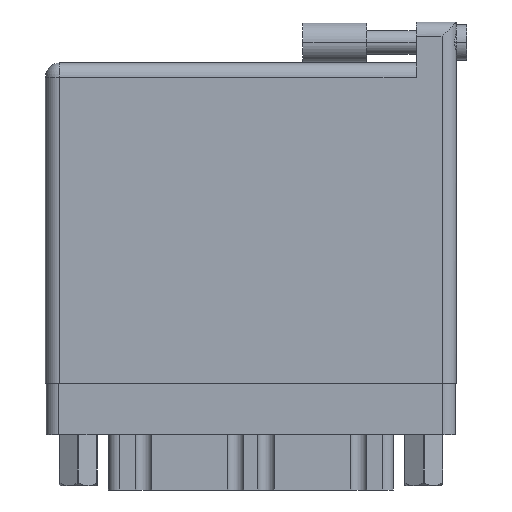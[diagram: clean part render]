
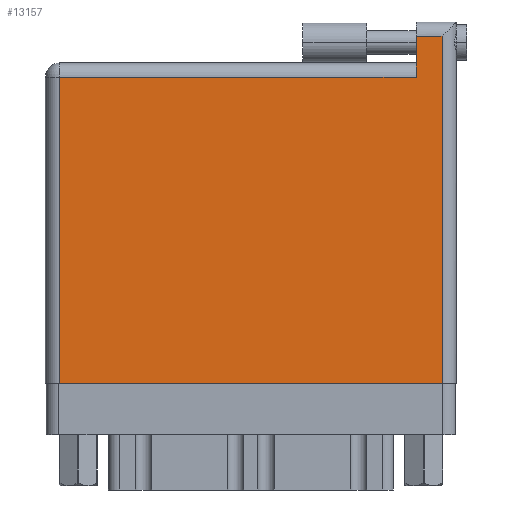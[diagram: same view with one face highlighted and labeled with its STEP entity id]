
A CAD part, front view. The second image highlights one B-rep face of the part: STEP entity #13157.
In plain terms, the highlighted face is planar.
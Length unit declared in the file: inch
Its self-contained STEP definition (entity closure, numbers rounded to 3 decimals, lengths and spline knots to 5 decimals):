
#109 = ORIENTED_EDGE ( 'NONE', *, *, #25820, .T. ) ;
#1179 = VERTEX_POINT ( 'NONE', #16626 ) ;
#1744 = PLANE ( 'NONE',  #13766 ) ;
#1958 = LINE ( 'NONE', #18101, #33294 ) ;
#3200 = EDGE_CURVE ( 'NONE', #38704, #26467, #30191, .T. ) ;
#4331 = ORIENTED_EDGE ( 'NONE', *, *, #3200, .T. ) ;
#6652 = DIRECTION ( 'NONE',  ( 0., 1., 0. ) ) ;
#6776 = EDGE_CURVE ( 'NONE', #22375, #36102, #16686, .T. ) ;
#6993 = CARTESIAN_POINT ( 'NONE',  ( 1.938, 0., 0. ) ) ;
#7531 = CARTESIAN_POINT ( 'NONE',  ( 0., 0., 0. ) ) ;
#8864 = LINE ( 'NONE', #30835, #33014 ) ;
#9133 = DIRECTION ( 'NONE',  ( -1., 0., 0. ) ) ;
#12026 = CARTESIAN_POINT ( 'NONE',  ( 1.811, 1.496, 0. ) ) ;
#12635 = VECTOR ( 'NONE', #12864, 39.37008 ) ;
#12674 = DIRECTION ( 'NONE',  ( -1., 0., 0. ) ) ;
#12864 = DIRECTION ( 'NONE',  ( 0., -1., 0. ) ) ;
#13157 = ADVANCED_FACE ( 'NONE', ( #34468 ), #1744, .F. ) ;
#13766 = AXIS2_PLACEMENT_3D ( 'NONE', #30867, #41873, #9133 ) ;
#16222 = LINE ( 'NONE', #23863, #12635 ) ;
#16626 = CARTESIAN_POINT ( 'NONE',  ( 0.07, 1.496, 0. ) ) ;
#16686 = LINE ( 'NONE', #35074, #44271 ) ;
#17075 = CARTESIAN_POINT ( 'NONE',  ( 1.811, 1.696, 0. ) ) ;
#18101 = CARTESIAN_POINT ( 'NONE',  ( 1.938, 1.766, 0. ) ) ;
#21716 = EDGE_CURVE ( 'NONE', #36355, #1179, #8864, .T. ) ;
#22375 = VERTEX_POINT ( 'NONE', #22801 ) ;
#22801 = CARTESIAN_POINT ( 'NONE',  ( 1.938, 1.696, 0. ) ) ;
#23863 = CARTESIAN_POINT ( 'NONE',  ( 1.811, 1.766, 0. ) ) ;
#25820 = EDGE_CURVE ( 'NONE', #36102, #36355, #16222, .T. ) ;
#26467 = VERTEX_POINT ( 'NONE', #6993 ) ;
#26574 = VECTOR ( 'NONE', #40727, 39.37008 ) ;
#28453 = EDGE_CURVE ( 'NONE', #26467, #22375, #1958, .T. ) ;
#30191 = LINE ( 'NONE', #7531, #26574 ) ;
#30835 = CARTESIAN_POINT ( 'NONE',  ( 0., 1.496, 0. ) ) ;
#30867 = CARTESIAN_POINT ( 'NONE',  ( 0., 1.566, 0. ) ) ;
#31482 = EDGE_CURVE ( 'NONE', #1179, #38704, #39101, .T. ) ;
#33014 = VECTOR ( 'NONE', #12674, 39.37008 ) ;
#33294 = VECTOR ( 'NONE', #6652, 39.37008 ) ;
#34111 = ORIENTED_EDGE ( 'NONE', *, *, #6776, .T. ) ;
#34468 = FACE_OUTER_BOUND ( 'NONE', #37776, .T. ) ;
#35074 = CARTESIAN_POINT ( 'NONE',  ( 0., 1.696, 0. ) ) ;
#35989 = DIRECTION ( 'NONE',  ( 0., -1., 0. ) ) ;
#36102 = VERTEX_POINT ( 'NONE', #17075 ) ;
#36283 = ORIENTED_EDGE ( 'NONE', *, *, #31482, .T. ) ;
#36355 = VERTEX_POINT ( 'NONE', #12026 ) ;
#37776 = EDGE_LOOP ( 'NONE', ( #4331, #45067, #34111, #109, #43237, #36283 ) ) ;
#37969 = DIRECTION ( 'NONE',  ( -1., 0., 0. ) ) ;
#38704 = VERTEX_POINT ( 'NONE', #42822 ) ;
#39101 = LINE ( 'NONE', #43154, #47243 ) ;
#40727 = DIRECTION ( 'NONE',  ( 1., 0., 0. ) ) ;
#41873 = DIRECTION ( 'NONE',  ( 0., 0., -1. ) ) ;
#42822 = CARTESIAN_POINT ( 'NONE',  ( 0.07, 0., 0. ) ) ;
#43154 = CARTESIAN_POINT ( 'NONE',  ( 0.07, 0., 0. ) ) ;
#43237 = ORIENTED_EDGE ( 'NONE', *, *, #21716, .T. ) ;
#44271 = VECTOR ( 'NONE', #37969, 39.37008 ) ;
#45067 = ORIENTED_EDGE ( 'NONE', *, *, #28453, .T. ) ;
#47243 = VECTOR ( 'NONE', #35989, 39.37008 ) ;
